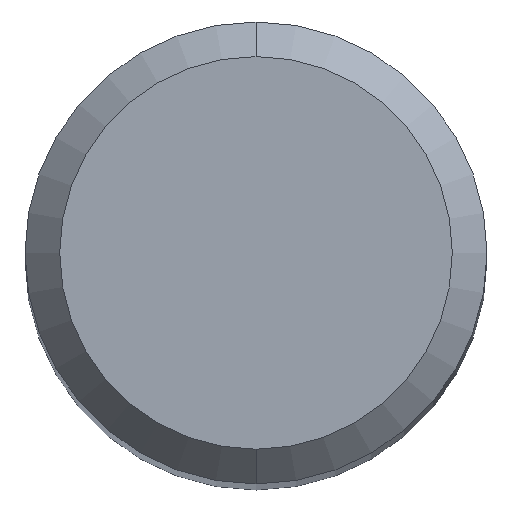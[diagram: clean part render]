
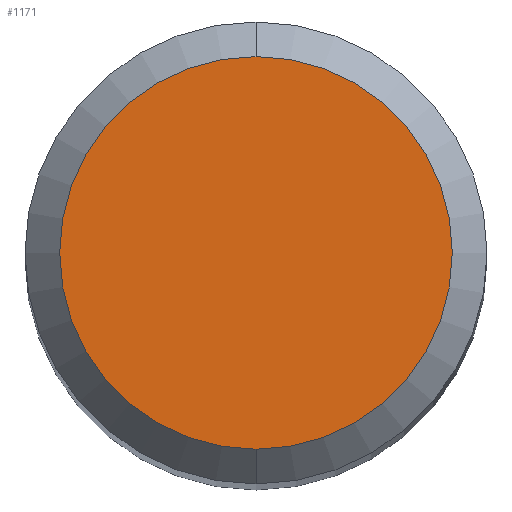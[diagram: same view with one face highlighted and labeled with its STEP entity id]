
A CAD part, top view. The second image highlights one B-rep face of the part: STEP entity #1171.
In plain terms, the highlighted planar face has unit normal (0, 0, 1).
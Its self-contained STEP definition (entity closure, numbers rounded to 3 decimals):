
#501=EDGE_CURVE('',#635,#887,#1311,.T.);
#511=EDGE_CURVE('',#887,#635,#1321,.T.);
#635=VERTEX_POINT('',#1456);
#887=VERTEX_POINT('',#1735);
#1171=ADVANCED_FACE('',(#2041),#2042,.T.);
#1311=CIRCLE('',#2510,1.7);
#1321=CIRCLE('',#2559,1.7);
#1456=CARTESIAN_POINT('',(0.0,1.7,0.0));
#1735=CARTESIAN_POINT('',(0.,-1.7,0.0));
#2041=FACE_OUTER_BOUND('',#5285,.T.);
#2042=PLANE('',#5286);
#2510=AXIS2_PLACEMENT_3D('',#5448,#5449,#5450);
#2559=AXIS2_PLACEMENT_3D('',#5452,#5453,#5454);
#5285=EDGE_LOOP('',(#6239,#6240));
#5286=AXIS2_PLACEMENT_3D('',#6241,#6242,#6243);
#5448=CARTESIAN_POINT('',(0.0,0.0,0.0));
#5449=DIRECTION('',(0.0,0.0,-1.0));
#5450=DIRECTION('',(0.0,1.0,0.0));
#5452=CARTESIAN_POINT('',(0.0,0.0,0.0));
#5453=DIRECTION('',(0.0,0.0,-1.0));
#5454=DIRECTION('',(0.0,1.0,0.0));
#6239=ORIENTED_EDGE('',*,*,#501,.F.);
#6240=ORIENTED_EDGE('',*,*,#511,.F.);
#6241=CARTESIAN_POINT('',(0.0,0.85,0.0));
#6242=DIRECTION('',(-0.0,0.0,1.0));
#6243=DIRECTION('',(0.0,-1.0,0.0));
